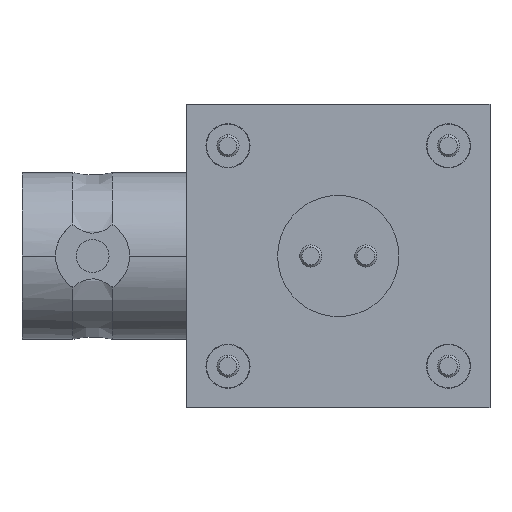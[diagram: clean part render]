
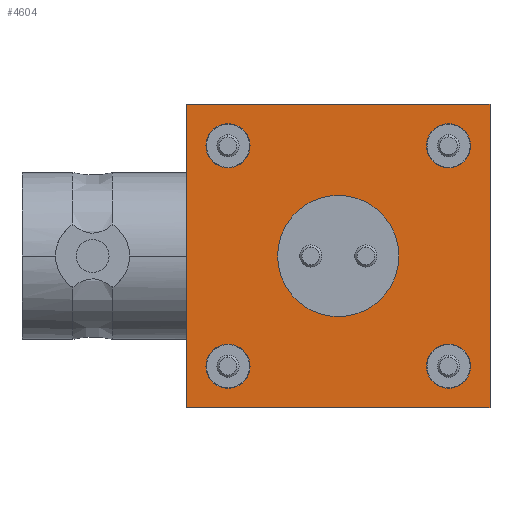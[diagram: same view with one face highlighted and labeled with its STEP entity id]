
A CAD part, front view. The second image highlights one B-rep face of the part: STEP entity #4604.
In plain terms, the highlighted planar face has unit normal (0, -1, 0).
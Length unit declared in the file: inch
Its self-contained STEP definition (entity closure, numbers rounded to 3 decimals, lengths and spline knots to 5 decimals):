
#22 = PLANE ( 'NONE',  #885 ) ;
#91 = AXIS2_PLACEMENT_3D ( 'NONE', #3449, #4182, #4998 ) ;
#133 = CARTESIAN_POINT ( 'NONE',  ( 0.344, 0., -0.344 ) ) ;
#144 = DIRECTION ( 'NONE',  ( 0., -1., 0. ) ) ;
#156 = CIRCLE ( 'NONE', #2569, 0.05 ) ;
#185 = DIRECTION ( 'NONE',  ( 0., 0., -1. ) ) ;
#200 = AXIS2_PLACEMENT_3D ( 'NONE', #3704, #1297, #4930 ) ;
#244 = CARTESIAN_POINT ( 'NONE',  ( 0.344, 0., 0.344 ) ) ;
#245 = FACE_BOUND ( 'NONE', #2430, .T. ) ;
#290 = EDGE_CURVE ( 'NONE', #2530, #1136, #3436, .T. ) ;
#326 = CARTESIAN_POINT ( 'NONE',  ( -0.344, 0., 0.344 ) ) ;
#334 = DIRECTION ( 'NONE',  ( 0., -1., 0. ) ) ;
#339 = CARTESIAN_POINT ( 'NONE',  ( 0.25, 0., -0.3 ) ) ;
#394 = ORIENTED_EDGE ( 'NONE', *, *, #3194, .T. ) ;
#413 = LINE ( 'NONE', #1517, #4320 ) ;
#494 = CARTESIAN_POINT ( 'NONE',  ( 0.25, 0., 0.2 ) ) ;
#601 = AXIS2_PLACEMENT_3D ( 'NONE', #1688, #4910, #2077 ) ;
#648 = ORIENTED_EDGE ( 'NONE', *, *, #4574, .F. ) ;
#653 = ORIENTED_EDGE ( 'NONE', *, *, #4500, .F. ) ;
#728 = DIRECTION ( 'NONE',  ( 0., 0., -1. ) ) ;
#834 = DIRECTION ( 'NONE',  ( 0., 1., 0. ) ) ;
#835 = EDGE_CURVE ( 'NONE', #4878, #3247, #5079, .T. ) ;
#878 = VERTEX_POINT ( 'NONE', #4756 ) ;
#885 = AXIS2_PLACEMENT_3D ( 'NONE', #4481, #834, #3648 ) ;
#970 = EDGE_CURVE ( 'NONE', #1442, #2331, #413, .T. ) ;
#1040 = VECTOR ( 'NONE', #4642, 39.37008 ) ;
#1128 = VERTEX_POINT ( 'NONE', #4094 ) ;
#1136 = VERTEX_POINT ( 'NONE', #1284 ) ;
#1173 = EDGE_CURVE ( 'NONE', #2331, #1128, #2564, .T. ) ;
#1193 = DIRECTION ( 'NONE',  ( 0., -1., 0. ) ) ;
#1210 = DIRECTION ( 'NONE',  ( 0., 0., -1. ) ) ;
#1214 = CARTESIAN_POINT ( 'NONE',  ( 0.25, 0., -0.25 ) ) ;
#1242 = CARTESIAN_POINT ( 'NONE',  ( 0., 0., -0.1375 ) ) ;
#1284 = CARTESIAN_POINT ( 'NONE',  ( -0.25, 0., -0.3 ) ) ;
#1297 = DIRECTION ( 'NONE',  ( 0., -1., 0. ) ) ;
#1373 = CARTESIAN_POINT ( 'NONE',  ( 0.25, 0., 0.25 ) ) ;
#1442 = VERTEX_POINT ( 'NONE', #326 ) ;
#1517 = CARTESIAN_POINT ( 'NONE',  ( -0.344, 0., -0.344 ) ) ;
#1518 = ORIENTED_EDGE ( 'NONE', *, *, #2126, .F. ) ;
#1521 = AXIS2_PLACEMENT_3D ( 'NONE', #3970, #144, #2537 ) ;
#1526 = CARTESIAN_POINT ( 'NONE',  ( -0.344, 0., -0.344 ) ) ;
#1551 = EDGE_CURVE ( 'NONE', #2406, #1675, #156, .T. ) ;
#1675 = VERTEX_POINT ( 'NONE', #494 ) ;
#1688 = CARTESIAN_POINT ( 'NONE',  ( -0.25, 0., 0.25 ) ) ;
#1738 = EDGE_CURVE ( 'NONE', #2424, #3581, #1853, .T. ) ;
#1778 = DIRECTION ( 'NONE',  ( 0., -1., 0. ) ) ;
#1845 = EDGE_CURVE ( 'NONE', #2768, #1442, #2493, .T. ) ;
#1853 = CIRCLE ( 'NONE', #200, 0.1375 ) ;
#1991 = CARTESIAN_POINT ( 'NONE',  ( -0.25, 0., 0.3 ) ) ;
#2022 = DIRECTION ( 'NONE',  ( 0., -1., 0. ) ) ;
#2077 = DIRECTION ( 'NONE',  ( 0., 0., -1. ) ) ;
#2088 = VERTEX_POINT ( 'NONE', #1991 ) ;
#2126 = EDGE_CURVE ( 'NONE', #878, #2088, #4442, .T. ) ;
#2144 = FACE_BOUND ( 'NONE', #2903, .T. ) ;
#2160 = CIRCLE ( 'NONE', #3182, 0.05 ) ;
#2162 = DIRECTION ( 'NONE',  ( 1., 0., 0. ) ) ;
#2331 = VERTEX_POINT ( 'NONE', #1526 ) ;
#2355 = DIRECTION ( 'NONE',  ( 0., 0., -1. ) ) ;
#2406 = VERTEX_POINT ( 'NONE', #4717 ) ;
#2424 = VERTEX_POINT ( 'NONE', #5096 ) ;
#2430 = EDGE_LOOP ( 'NONE', ( #3423, #3968 ) ) ;
#2439 = CARTESIAN_POINT ( 'NONE',  ( -0.25, 0., 0.25 ) ) ;
#2493 = LINE ( 'NONE', #2667, #1040 ) ;
#2497 = ORIENTED_EDGE ( 'NONE', *, *, #3975, .F. ) ;
#2530 = VERTEX_POINT ( 'NONE', #4003 ) ;
#2537 = DIRECTION ( 'NONE',  ( 0., 0., -1. ) ) ;
#2564 = LINE ( 'NONE', #4127, #5018 ) ;
#2569 = AXIS2_PLACEMENT_3D ( 'NONE', #4886, #2022, #3246 ) ;
#2573 = EDGE_LOOP ( 'NONE', ( #2961, #2497 ) ) ;
#2574 = AXIS2_PLACEMENT_3D ( 'NONE', #5202, #1193, #2355 ) ;
#2606 = AXIS2_PLACEMENT_3D ( 'NONE', #1373, #1778, #185 ) ;
#2625 = DIRECTION ( 'NONE',  ( 0., 0., 1. ) ) ;
#2648 = ORIENTED_EDGE ( 'NONE', *, *, #1845, .T. ) ;
#2667 = CARTESIAN_POINT ( 'NONE',  ( -0.344, 0., 0.344 ) ) ;
#2768 = VERTEX_POINT ( 'NONE', #244 ) ;
#2813 = DIRECTION ( 'NONE',  ( 0., -1., 0. ) ) ;
#2903 = EDGE_LOOP ( 'NONE', ( #3402, #4580 ) ) ;
#2904 = AXIS2_PLACEMENT_3D ( 'NONE', #2439, #334, #728 ) ;
#2906 = CIRCLE ( 'NONE', #3308, 0.05 ) ;
#2952 = CARTESIAN_POINT ( 'NONE',  ( 0.25, 0., -0.2 ) ) ;
#2954 = FACE_OUTER_BOUND ( 'NONE', #4799, .T. ) ;
#2961 = ORIENTED_EDGE ( 'NONE', *, *, #835, .F. ) ;
#2983 = CIRCLE ( 'NONE', #2574, 0.1375 ) ;
#3039 = VECTOR ( 'NONE', #2625, 39.37008 ) ;
#3082 = FACE_BOUND ( 'NONE', #3154, .T. ) ;
#3154 = EDGE_LOOP ( 'NONE', ( #1518, #648 ) ) ;
#3166 = LINE ( 'NONE', #133, #3039 ) ;
#3182 = AXIS2_PLACEMENT_3D ( 'NONE', #1214, #2813, #3272 ) ;
#3194 = EDGE_CURVE ( 'NONE', #1128, #2768, #3166, .T. ) ;
#3239 = ORIENTED_EDGE ( 'NONE', *, *, #1738, .F. ) ;
#3246 = DIRECTION ( 'NONE',  ( 0., 0., -1. ) ) ;
#3247 = VERTEX_POINT ( 'NONE', #2952 ) ;
#3272 = DIRECTION ( 'NONE',  ( 0., 0., -1. ) ) ;
#3308 = AXIS2_PLACEMENT_3D ( 'NONE', #5183, #4007, #1210 ) ;
#3402 = ORIENTED_EDGE ( 'NONE', *, *, #4449, .F. ) ;
#3423 = ORIENTED_EDGE ( 'NONE', *, *, #4275, .F. ) ;
#3436 = CIRCLE ( 'NONE', #91, 0.05 ) ;
#3449 = CARTESIAN_POINT ( 'NONE',  ( -0.25, 0., -0.25 ) ) ;
#3535 = ORIENTED_EDGE ( 'NONE', *, *, #970, .T. ) ;
#3581 = VERTEX_POINT ( 'NONE', #1242 ) ;
#3648 = DIRECTION ( 'NONE',  ( 0., 0., 1. ) ) ;
#3704 = CARTESIAN_POINT ( 'NONE',  ( 0., 0., 0. ) ) ;
#3968 = ORIENTED_EDGE ( 'NONE', *, *, #1551, .F. ) ;
#3970 = CARTESIAN_POINT ( 'NONE',  ( 0.25, 0., -0.25 ) ) ;
#3975 = EDGE_CURVE ( 'NONE', #3247, #4878, #2160, .T. ) ;
#4003 = CARTESIAN_POINT ( 'NONE',  ( -0.25, 0., -0.2 ) ) ;
#4007 = DIRECTION ( 'NONE',  ( 0., -1., 0. ) ) ;
#4027 = CIRCLE ( 'NONE', #601, 0.05 ) ;
#4094 = CARTESIAN_POINT ( 'NONE',  ( 0.344, 0., -0.344 ) ) ;
#4127 = CARTESIAN_POINT ( 'NONE',  ( -0.344, 0., -0.344 ) ) ;
#4155 = FACE_BOUND ( 'NONE', #4897, .T. ) ;
#4182 = DIRECTION ( 'NONE',  ( 0., -1., 0. ) ) ;
#4275 = EDGE_CURVE ( 'NONE', #1675, #2406, #4868, .T. ) ;
#4320 = VECTOR ( 'NONE', #4767, 39.37008 ) ;
#4442 = CIRCLE ( 'NONE', #2904, 0.05 ) ;
#4449 = EDGE_CURVE ( 'NONE', #1136, #2530, #2906, .T. ) ;
#4481 = CARTESIAN_POINT ( 'NONE',  ( 0., 0., 0. ) ) ;
#4500 = EDGE_CURVE ( 'NONE', #3581, #2424, #2983, .T. ) ;
#4574 = EDGE_CURVE ( 'NONE', #2088, #878, #4027, .T. ) ;
#4580 = ORIENTED_EDGE ( 'NONE', *, *, #290, .F. ) ;
#4604 = ADVANCED_FACE ( 'NONE', ( #4155, #4708, #2144, #245, #3082, #2954 ), #22, .F. ) ;
#4620 = ORIENTED_EDGE ( 'NONE', *, *, #1173, .T. ) ;
#4642 = DIRECTION ( 'NONE',  ( -1., 0., 0. ) ) ;
#4708 = FACE_BOUND ( 'NONE', #2573, .T. ) ;
#4717 = CARTESIAN_POINT ( 'NONE',  ( 0.25, 0., 0.3 ) ) ;
#4756 = CARTESIAN_POINT ( 'NONE',  ( -0.25, 0., 0.2 ) ) ;
#4767 = DIRECTION ( 'NONE',  ( 0., 0., -1. ) ) ;
#4799 = EDGE_LOOP ( 'NONE', ( #394, #2648, #3535, #4620 ) ) ;
#4868 = CIRCLE ( 'NONE', #2606, 0.05 ) ;
#4878 = VERTEX_POINT ( 'NONE', #339 ) ;
#4886 = CARTESIAN_POINT ( 'NONE',  ( 0.25, 0., 0.25 ) ) ;
#4897 = EDGE_LOOP ( 'NONE', ( #653, #3239 ) ) ;
#4910 = DIRECTION ( 'NONE',  ( 0., -1., 0. ) ) ;
#4930 = DIRECTION ( 'NONE',  ( 0., 0., -1. ) ) ;
#4998 = DIRECTION ( 'NONE',  ( 0., 0., -1. ) ) ;
#5018 = VECTOR ( 'NONE', #2162, 39.37008 ) ;
#5079 = CIRCLE ( 'NONE', #1521, 0.05 ) ;
#5096 = CARTESIAN_POINT ( 'NONE',  ( 0., 0., 0.1375 ) ) ;
#5183 = CARTESIAN_POINT ( 'NONE',  ( -0.25, 0., -0.25 ) ) ;
#5202 = CARTESIAN_POINT ( 'NONE',  ( 0., 0., 0. ) ) ;
